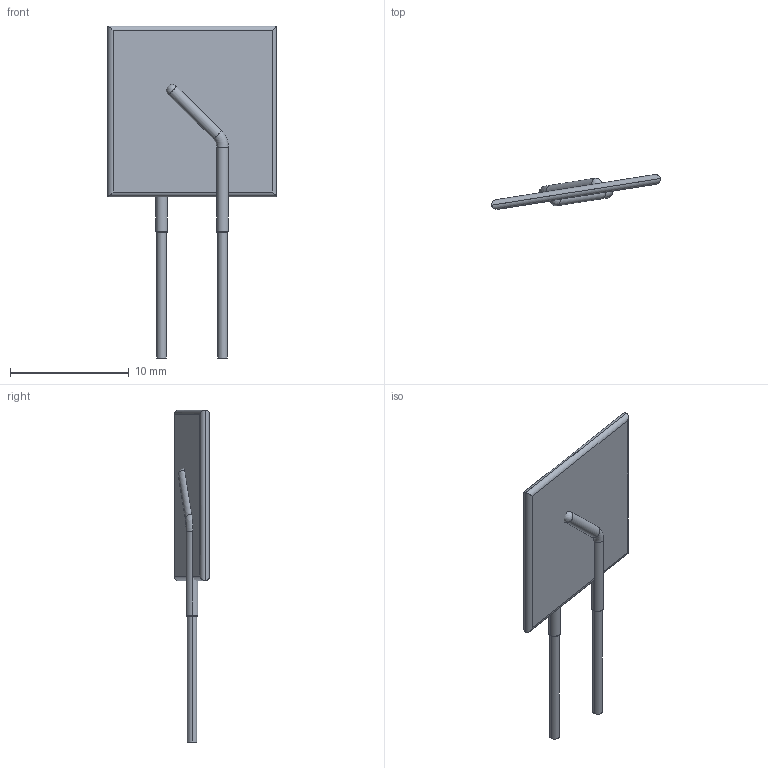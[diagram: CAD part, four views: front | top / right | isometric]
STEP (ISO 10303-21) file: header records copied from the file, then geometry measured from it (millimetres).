
FILE_DESCRIPTION((''),'2;1');
FILE_NAME('FUSR_BOURNS_MF-R_STYLE2-L14.4MM.stp','2013-08-22T10:19:14',(''),(''),'Mechanical Desktop 2011','Mechanical Desktop 2011',', , ');
FILE_SCHEMA(('AUTOMOTIVE_DESIGN { 1 2 10303 214 1 1 1 1 }'));
Length unit declared in the file: millimetre
Products named in the file (1): Product
Bounding box: 14.23 x 2.93 x 28 mm (x, y, z)
Volume: 195.2 mm3; surface area: 587 mm2
Topology: 5 solids, 5 shells, 44 faces, 88 edges, 50 vertices
Faces by surface type: cylinder 20, plane 12, torus 8, sphere 4
Entity records: 1164 total; most frequent: DIRECTION 226, CARTESIAN_POINT 179, ORIENTED_EDGE 168, AXIS2_PLACEMENT_3D 97, EDGE_CURVE 84, VERTEX_POINT 50, CIRCLE 44, EDGE_LOOP 44
